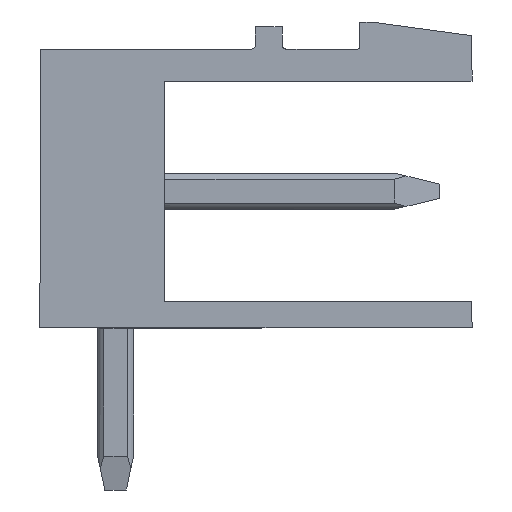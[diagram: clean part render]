
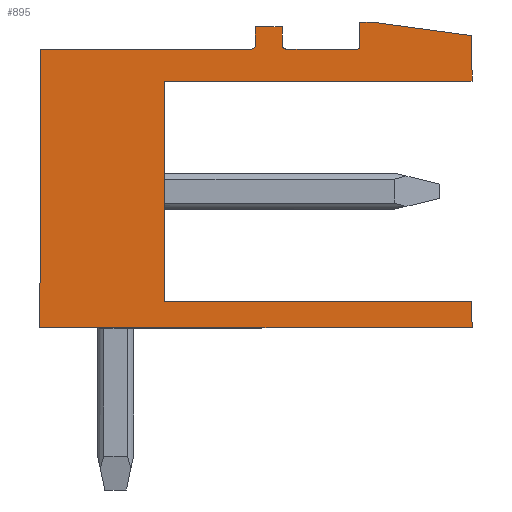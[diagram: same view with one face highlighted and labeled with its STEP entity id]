
A CAD part, left-side view. The second image highlights one B-rep face of the part: STEP entity #895.
In plain terms, the highlighted planar face has unit normal (-1, 0, 0).
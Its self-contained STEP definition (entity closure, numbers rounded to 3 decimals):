
#771=AXIS2_PLACEMENT_3D('Plane Axis2P3D',#768,#769,#770) ;
#817=AXIS2_PLACEMENT_3D('Circle Axis2P3D',#815,#816,$) ;
#845=AXIS2_PLACEMENT_3D('Circle Axis2P3D',#843,#844,$) ;
#49=CARTESIAN_POINT('Vertex',(0.,8.55,5.23)) ;
#52=CARTESIAN_POINT('Line Origine',(0.,4.275,5.23)) ;
#56=CARTESIAN_POINT('Vertex',(0.,0.,5.23)) ;
#224=CARTESIAN_POINT('Vertex',(0.,8.55,11.36)) ;
#227=CARTESIAN_POINT('Line Origine',(0.,8.55,8.295)) ;
#768=CARTESIAN_POINT('Axis2P3D Location',(0.,0.,1.3)) ;
#773=CARTESIAN_POINT('Line Origine',(0.,4.275,11.36)) ;
#777=CARTESIAN_POINT('Vertex',(0.,0.,11.36)) ;
#780=CARTESIAN_POINT('Line Origine',(0.,0.,11.99)) ;
#784=CARTESIAN_POINT('Vertex',(0.,0.,12.62)) ;
#787=CARTESIAN_POINT('Line Origine',(0.,1.4,12.81)) ;
#791=CARTESIAN_POINT('Vertex',(0.,2.8,13.)) ;
#794=CARTESIAN_POINT('Line Origine',(0.,2.96,13.)) ;
#798=CARTESIAN_POINT('Vertex',(0.,3.12,13.)) ;
#801=CARTESIAN_POINT('Line Origine',(0.,3.12,12.625)) ;
#805=CARTESIAN_POINT('Vertex',(0.,3.12,12.25)) ;
#808=CARTESIAN_POINT('Line Origine',(0.,4.145,12.25)) ;
#812=CARTESIAN_POINT('Vertex',(0.,5.17,12.25)) ;
#815=CARTESIAN_POINT('Axis2P3D Location',(0.,5.17,12.35)) ;
#819=CARTESIAN_POINT('Vertex',(0.,5.27,12.35)) ;
#822=CARTESIAN_POINT('Line Origine',(0.,5.27,12.61)) ;
#826=CARTESIAN_POINT('Vertex',(0.,5.27,12.87)) ;
#829=CARTESIAN_POINT('Line Origine',(0.,5.645,12.87)) ;
#833=CARTESIAN_POINT('Vertex',(0.,6.02,12.87)) ;
#836=CARTESIAN_POINT('Line Origine',(0.,6.02,12.61)) ;
#840=CARTESIAN_POINT('Vertex',(0.,6.02,12.35)) ;
#843=CARTESIAN_POINT('Axis2P3D Location',(0.,6.12,12.35)) ;
#847=CARTESIAN_POINT('Vertex',(0.,6.12,12.25)) ;
#850=CARTESIAN_POINT('Line Origine',(0.,9.06,12.25)) ;
#854=CARTESIAN_POINT('Vertex',(0.,12.,12.25)) ;
#857=CARTESIAN_POINT('Line Origine',(0.,12.,8.375)) ;
#861=CARTESIAN_POINT('Vertex',(0.,12.,4.5)) ;
#864=CARTESIAN_POINT('Line Origine',(0.,6.,4.5)) ;
#868=CARTESIAN_POINT('Vertex',(0.,0.,4.5)) ;
#871=CARTESIAN_POINT('Line Origine',(0.,0.,4.865)) ;
#53=DIRECTION('Vector Direction',(0.,1.,0.)) ;
#228=DIRECTION('Vector Direction',(0.,0.,-1.)) ;
#769=DIRECTION('Axis2P3D Direction',(-1.,0.,0.)) ;
#770=DIRECTION('Axis2P3D XDirection',(0.,0.,1.)) ;
#774=DIRECTION('Vector Direction',(0.,-1.,0.)) ;
#781=DIRECTION('Vector Direction',(0.,0.,1.)) ;
#788=DIRECTION('Vector Direction',(0.,0.991,0.134)) ;
#795=DIRECTION('Vector Direction',(0.,1.,0.)) ;
#802=DIRECTION('Vector Direction',(0.,0.,-1.)) ;
#809=DIRECTION('Vector Direction',(0.,1.,0.)) ;
#816=DIRECTION('Axis2P3D Direction',(-1.,0.,0.)) ;
#823=DIRECTION('Vector Direction',(0.,0.,1.)) ;
#830=DIRECTION('Vector Direction',(0.,1.,0.)) ;
#837=DIRECTION('Vector Direction',(0.,0.,-1.)) ;
#844=DIRECTION('Axis2P3D Direction',(-1.,0.,0.)) ;
#851=DIRECTION('Vector Direction',(0.,1.,0.)) ;
#858=DIRECTION('Vector Direction',(0.,0.,-1.)) ;
#865=DIRECTION('Vector Direction',(0.,1.,0.)) ;
#872=DIRECTION('Vector Direction',(0.,0.,-1.)) ;
#54=VECTOR('Line Direction',#53,1.) ;
#229=VECTOR('Line Direction',#228,1.) ;
#775=VECTOR('Line Direction',#774,1.) ;
#782=VECTOR('Line Direction',#781,1.) ;
#789=VECTOR('Line Direction',#788,1.) ;
#796=VECTOR('Line Direction',#795,1.) ;
#803=VECTOR('Line Direction',#802,1.) ;
#810=VECTOR('Line Direction',#809,1.) ;
#824=VECTOR('Line Direction',#823,1.) ;
#831=VECTOR('Line Direction',#830,1.) ;
#838=VECTOR('Line Direction',#837,1.) ;
#852=VECTOR('Line Direction',#851,1.) ;
#859=VECTOR('Line Direction',#858,1.) ;
#866=VECTOR('Line Direction',#865,1.) ;
#873=VECTOR('Line Direction',#872,1.) ;
#877=ORIENTED_EDGE('',*,*,#58,.T.) ;
#878=ORIENTED_EDGE('',*,*,#231,.T.) ;
#879=ORIENTED_EDGE('',*,*,#779,.T.) ;
#880=ORIENTED_EDGE('',*,*,#786,.T.) ;
#881=ORIENTED_EDGE('',*,*,#793,.T.) ;
#882=ORIENTED_EDGE('',*,*,#800,.T.) ;
#883=ORIENTED_EDGE('',*,*,#807,.T.) ;
#884=ORIENTED_EDGE('',*,*,#814,.T.) ;
#885=ORIENTED_EDGE('',*,*,#821,.T.) ;
#886=ORIENTED_EDGE('',*,*,#828,.T.) ;
#887=ORIENTED_EDGE('',*,*,#835,.T.) ;
#888=ORIENTED_EDGE('',*,*,#842,.T.) ;
#889=ORIENTED_EDGE('',*,*,#849,.T.) ;
#890=ORIENTED_EDGE('',*,*,#856,.T.) ;
#891=ORIENTED_EDGE('',*,*,#863,.T.) ;
#892=ORIENTED_EDGE('',*,*,#870,.T.) ;
#893=ORIENTED_EDGE('',*,*,#875,.T.) ;
#895=ADVANCED_FACE('Housing',(#894),#772,.T.) ;
#818=CIRCLE('generated circle',#817,0.1) ;
#846=CIRCLE('generated circle',#845,0.1) ;
#58=EDGE_CURVE('',#57,#50,#55,.T.) ;
#231=EDGE_CURVE('',#50,#225,#230,.F.) ;
#779=EDGE_CURVE('',#225,#778,#776,.T.) ;
#786=EDGE_CURVE('',#778,#785,#783,.T.) ;
#793=EDGE_CURVE('',#785,#792,#790,.T.) ;
#800=EDGE_CURVE('',#792,#799,#797,.T.) ;
#807=EDGE_CURVE('',#799,#806,#804,.T.) ;
#814=EDGE_CURVE('',#806,#813,#811,.T.) ;
#821=EDGE_CURVE('',#813,#820,#818,.F.) ;
#828=EDGE_CURVE('',#820,#827,#825,.T.) ;
#835=EDGE_CURVE('',#827,#834,#832,.T.) ;
#842=EDGE_CURVE('',#834,#841,#839,.T.) ;
#849=EDGE_CURVE('',#841,#848,#846,.F.) ;
#856=EDGE_CURVE('',#848,#855,#853,.T.) ;
#863=EDGE_CURVE('',#855,#862,#860,.T.) ;
#870=EDGE_CURVE('',#862,#869,#867,.F.) ;
#875=EDGE_CURVE('',#869,#57,#874,.F.) ;
#876=EDGE_LOOP('',(#877,#878,#879,#880,#881,#882,#883,#884,#885,#886,#887,#888,#889,#890,#891,#892,#893)) ;
#894=FACE_OUTER_BOUND('',#876,.T.) ;
#55=LINE('Line',#52,#54) ;
#230=LINE('Line',#227,#229) ;
#776=LINE('Line',#773,#775) ;
#783=LINE('Line',#780,#782) ;
#790=LINE('Line',#787,#789) ;
#797=LINE('Line',#794,#796) ;
#804=LINE('Line',#801,#803) ;
#811=LINE('Line',#808,#810) ;
#825=LINE('Line',#822,#824) ;
#832=LINE('Line',#829,#831) ;
#839=LINE('Line',#836,#838) ;
#853=LINE('Line',#850,#852) ;
#860=LINE('Line',#857,#859) ;
#867=LINE('Line',#864,#866) ;
#874=LINE('Line',#871,#873) ;
#772=PLANE('',#771) ;
#50=VERTEX_POINT('',#49) ;
#57=VERTEX_POINT('',#56) ;
#225=VERTEX_POINT('',#224) ;
#778=VERTEX_POINT('',#777) ;
#785=VERTEX_POINT('',#784) ;
#792=VERTEX_POINT('',#791) ;
#799=VERTEX_POINT('',#798) ;
#806=VERTEX_POINT('',#805) ;
#813=VERTEX_POINT('',#812) ;
#820=VERTEX_POINT('',#819) ;
#827=VERTEX_POINT('',#826) ;
#834=VERTEX_POINT('',#833) ;
#841=VERTEX_POINT('',#840) ;
#848=VERTEX_POINT('',#847) ;
#855=VERTEX_POINT('',#854) ;
#862=VERTEX_POINT('',#861) ;
#869=VERTEX_POINT('',#868) ;
